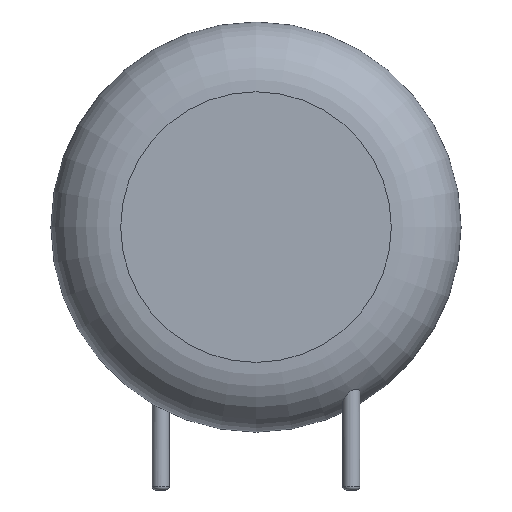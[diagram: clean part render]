
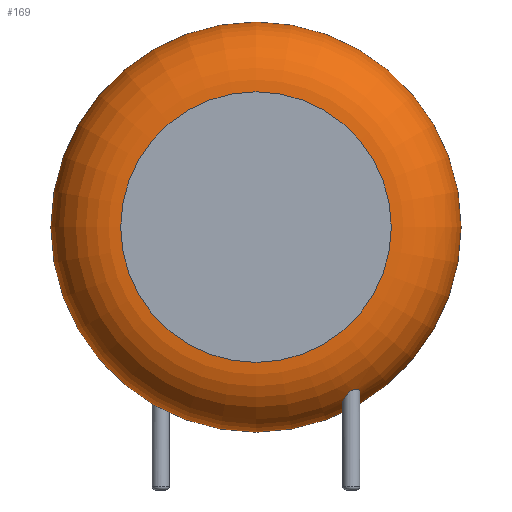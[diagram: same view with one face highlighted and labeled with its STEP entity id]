
A CAD part, front view. The second image highlights one B-rep face of the part: STEP entity #169.
In plain terms, the highlighted toroidal (fillet/blend) face has major radius 7.091 mm and minor radius 3.659 mm.
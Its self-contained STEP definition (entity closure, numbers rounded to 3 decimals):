
#24 = VERTEX_POINT('',#25);
#25 = CARTESIAN_POINT('',(15.75,-2.041,10.78));
#31 = EDGE_CURVE('',#24,#24,#32,.T.);
#32 = CIRCLE('',#33,10.75);
#33 = AXIS2_PLACEMENT_3D('',#34,#35,#36);
#34 = CARTESIAN_POINT('',(5.,-2.041,10.78));
#35 = DIRECTION('',(0.,-1.,0.));
#36 = DIRECTION('',(1.,0.,0.));
#169 = ADVANCED_FACE('',(#170,#190),#266,.T.);
#170 = FACE_BOUND('',#171,.T.);
#171 = EDGE_LOOP('',(#172,#173,#182,#189));
#172 = ORIENTED_EDGE('',*,*,#31,.T.);
#173 = ORIENTED_EDGE('',*,*,#174,.T.);
#174 = EDGE_CURVE('',#24,#175,#177,.T.);
#175 = VERTEX_POINT('',#176);
#176 = CARTESIAN_POINT('',(12.091,-5.7,10.78));
#177 = CIRCLE('',#178,3.659);
#178 = AXIS2_PLACEMENT_3D('',#179,#180,#181);
#179 = CARTESIAN_POINT('',(12.091,-2.041,10.78));
#180 = DIRECTION('',(0.,0.,-1.));
#181 = DIRECTION('',(1.,0.,0.));
#182 = ORIENTED_EDGE('',*,*,#183,.F.);
#183 = EDGE_CURVE('',#175,#175,#184,.T.);
#184 = CIRCLE('',#185,7.091);
#185 = AXIS2_PLACEMENT_3D('',#186,#187,#188);
#186 = CARTESIAN_POINT('',(5.,-5.7,10.78));
#187 = DIRECTION('',(0.,-1.,0.));
#188 = DIRECTION('',(1.,0.,0.));
#189 = ORIENTED_EDGE('',*,*,#174,.F.);
#190 = FACE_BOUND('',#191,.T.);
#191 = EDGE_LOOP('',(#192,#219));
#192 = ORIENTED_EDGE('',*,*,#193,.T.);
#193 = EDGE_CURVE('',#194,#196,#198,.T.);
#194 = VERTEX_POINT('',#195);
#195 = CARTESIAN_POINT('',(10.45,-3.9,2.108));
#196 = VERTEX_POINT('',#197);
#197 = CARTESIAN_POINT('',(9.685,-3.579,1.482
));
#198 = B_SPLINE_CURVE_WITH_KNOTS('',7,(#199,#200,#201,#202,#203,#204,
#205,#206,#207,#208,#209,#210,#211,#212,#213,#214,#215,#216,#217,
#218),.UNSPECIFIED.,.F.,.F.,(8,6,6,8),(0.,0.253,
0.554,1.),.UNSPECIFIED.);
#199 = CARTESIAN_POINT('',(10.45,-3.9,2.108));
#200 = CARTESIAN_POINT('',(10.45,-3.864,2.082));
#201 = CARTESIAN_POINT('',(10.447,-3.827,
2.056));
#202 = CARTESIAN_POINT('',(10.44,-3.792,
2.028));
#203 = CARTESIAN_POINT('',(10.43,-3.757,
2.));
#204 = CARTESIAN_POINT('',(10.417,-3.724,
1.972));
#205 = CARTESIAN_POINT('',(10.401,-3.692,1.943
));
#206 = CARTESIAN_POINT('',(10.359,-3.625,
1.879));
#207 = CARTESIAN_POINT('',(10.332,-3.591,
1.844));
#208 = CARTESIAN_POINT('',(10.302,-3.56,
1.809));
#209 = CARTESIAN_POINT('',(10.267,-3.533,1.775
));
#210 = CARTESIAN_POINT('',(10.23,-3.509,1.741
));
#211 = CARTESIAN_POINT('',(10.189,-3.489,1.708)
);
#212 = CARTESIAN_POINT('',(10.083,-3.453,
1.629));
#213 = CARTESIAN_POINT('',(10.013,-3.441,
1.586));
#214 = CARTESIAN_POINT('',(9.94,-3.442,1.547
));
#215 = CARTESIAN_POINT('',(9.867,-3.457,1.515)
);
#216 = CARTESIAN_POINT('',(9.798,-3.487,1.493)
);
#217 = CARTESIAN_POINT('',(9.736,-3.528,1.482
));
#218 = CARTESIAN_POINT('',(9.685,-3.579,1.482
));
#219 = ORIENTED_EDGE('',*,*,#220,.T.);
#220 = EDGE_CURVE('',#196,#194,#221,.T.);
#221 = B_SPLINE_CURVE_WITH_KNOTS('',8,(#222,#223,#224,#225,#226,#227,
#228,#229,#230,#231,#232,#233,#234,#235,#236,#237,#238,#239,#240,
#241,#242,#243,#244,#245,#246,#247,#248,#249,#250,#251,#252,#253,
#254,#255,#256,#257,#258,#259,#260,#261,#262,#263,#264,#265),
.UNSPECIFIED.,.F.,.F.,(9,7,7,7,7,7,9),(0.,0.203,
0.4,0.58,0.82,0.87,1.),
.UNSPECIFIED.);
#222 = CARTESIAN_POINT('',(9.685,-3.579,1.482
));
#223 = CARTESIAN_POINT('',(9.65,-3.613,1.482
));
#224 = CARTESIAN_POINT('',(9.62,-3.651,1.488
));
#225 = CARTESIAN_POINT('',(9.595,-3.693,1.498
));
#226 = CARTESIAN_POINT('',(9.575,-3.736,1.513
));
#227 = CARTESIAN_POINT('',(9.561,-3.781,1.533
));
#228 = CARTESIAN_POINT('',(9.552,-3.825,1.556)
);
#229 = CARTESIAN_POINT('',(9.549,-3.87,1.583
));
#230 = CARTESIAN_POINT('',(9.551,-3.955,1.641
));
#231 = CARTESIAN_POINT('',(9.557,-3.996,1.672
));
#232 = CARTESIAN_POINT('',(9.567,-4.036,1.705)
);
#233 = CARTESIAN_POINT('',(9.581,-4.074,1.74
));
#234 = CARTESIAN_POINT('',(9.598,-4.11,1.777)
);
#235 = CARTESIAN_POINT('',(9.619,-4.144,1.814
));
#236 = CARTESIAN_POINT('',(9.642,-4.176,1.852)
);
#237 = CARTESIAN_POINT('',(9.694,-4.232,1.925
));
#238 = CARTESIAN_POINT('',(9.721,-4.256,1.96)
);
#239 = CARTESIAN_POINT('',(9.75,-4.278,1.995)
);
#240 = CARTESIAN_POINT('',(9.782,-4.298,2.03
));
#241 = CARTESIAN_POINT('',(9.816,-4.315,2.064
));
#242 = CARTESIAN_POINT('',(9.852,-4.328,2.096
));
#243 = CARTESIAN_POINT('',(9.89,-4.338,2.127
));
#244 = CARTESIAN_POINT('',(9.983,-4.353,2.194
));
#245 = CARTESIAN_POINT('',(10.039,-4.354,2.228
));
#246 = CARTESIAN_POINT('',(10.098,-4.348,2.256
));
#247 = CARTESIAN_POINT('',(10.155,-4.332,
2.276));
#248 = CARTESIAN_POINT('',(10.21,-4.307,
2.286));
#249 = CARTESIAN_POINT('',(10.26,-4.275,
2.287));
#250 = CARTESIAN_POINT('',(10.304,-4.236,
2.28));
#251 = CARTESIAN_POINT('',(10.349,-4.185,
2.264));
#252 = CARTESIAN_POINT('',(10.356,-4.176,
2.261));
#253 = CARTESIAN_POINT('',(10.363,-4.167,
2.257));
#254 = CARTESIAN_POINT('',(10.37,-4.157,
2.254));
#255 = CARTESIAN_POINT('',(10.376,-4.148,
2.25));
#256 = CARTESIAN_POINT('',(10.382,-4.138,
2.246));
#257 = CARTESIAN_POINT('',(10.388,-4.129,
2.241));
#258 = CARTESIAN_POINT('',(10.408,-4.093,2.225
));
#259 = CARTESIAN_POINT('',(10.42,-4.066,2.211
));
#260 = CARTESIAN_POINT('',(10.43,-4.039,
2.196));
#261 = CARTESIAN_POINT('',(10.438,-4.011,
2.18));
#262 = CARTESIAN_POINT('',(10.444,-3.984,
2.163));
#263 = CARTESIAN_POINT('',(10.448,-3.956,
2.146));
#264 = CARTESIAN_POINT('',(10.45,-3.928,2.127));
#265 = CARTESIAN_POINT('',(10.45,-3.9,2.108));
#266 = TOROIDAL_SURFACE('',#267,7.091,3.659);
#267 = AXIS2_PLACEMENT_3D('',#268,#269,#270);
#268 = CARTESIAN_POINT('',(5.,-2.041,10.78));
#269 = DIRECTION('',(0.,-1.,0.));
#270 = DIRECTION('',(1.,0.,0.));
